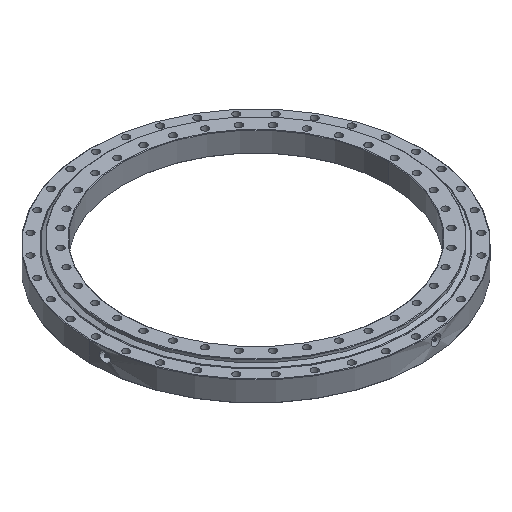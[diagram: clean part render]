
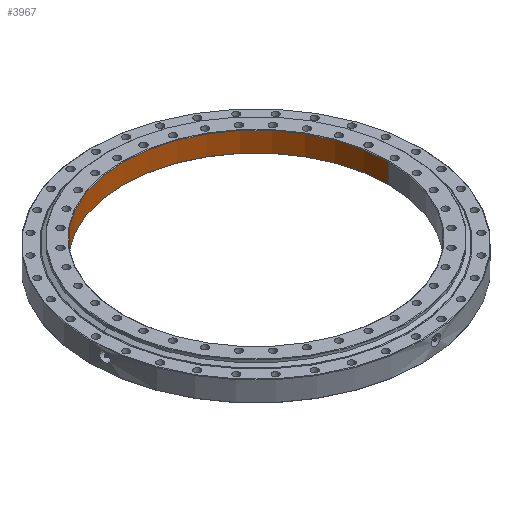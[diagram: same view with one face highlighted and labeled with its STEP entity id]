
A CAD part, isometric view. The second image highlights one B-rep face of the part: STEP entity #3967.
In plain terms, the highlighted cylindrical face has radius 286 mm (diameter 572 mm), a partial arc.
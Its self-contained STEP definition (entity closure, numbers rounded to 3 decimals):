
#368 = VECTOR ( 'NONE', #432, 1000. ) ;
#397 = CARTESIAN_POINT ( 'NONE',  ( 286., 0., 27. ) ) ;
#432 = DIRECTION ( 'NONE',  ( 0., 0., 1. ) ) ;
#546 = DIRECTION ( 'NONE',  ( 0., 0., 1. ) ) ;
#825 = DIRECTION ( 'NONE',  ( 0., 0., 1. ) ) ;
#920 = LINE ( 'NONE', #6688, #368 ) ;
#1167 = VERTEX_POINT ( 'NONE', #7989 ) ;
#1277 = EDGE_CURVE ( 'NONE', #1167, #10737, #920, .T. ) ;
#1482 = AXIS2_PLACEMENT_3D ( 'NONE', #3370, #546, #2435 ) ;
#1555 = EDGE_CURVE ( 'NONE', #1167, #8877, #7890, .T. ) ;
#2019 = ORIENTED_EDGE ( 'NONE', *, *, #1555, .T. ) ;
#2435 = DIRECTION ( 'NONE',  ( 1., 0., 0. ) ) ;
#2927 = FACE_OUTER_BOUND ( 'NONE', #4376, .T. ) ;
#3000 = CIRCLE ( 'NONE', #5323, 286. ) ;
#3202 = CARTESIAN_POINT ( 'NONE',  ( 286., 0., 0. ) ) ;
#3370 = CARTESIAN_POINT ( 'NONE',  ( 0., 0., 0. ) ) ;
#3480 = DIRECTION ( 'NONE',  ( 1., 0., 0. ) ) ;
#3803 = ORIENTED_EDGE ( 'NONE', *, *, #8729, .T. ) ;
#3937 = VECTOR ( 'NONE', #6773, 1000. ) ;
#3967 = ADVANCED_FACE ( 'NONE', ( #2927 ), #6785, .F. ) ;
#4376 = EDGE_LOOP ( 'NONE', ( #5722, #2019, #3803, #11189 ) ) ;
#5323 = AXIS2_PLACEMENT_3D ( 'NONE', #6173, #825, #7073 ) ;
#5722 = ORIENTED_EDGE ( 'NONE', *, *, #1277, .F. ) ;
#6088 = CARTESIAN_POINT ( 'NONE',  ( 286., 0., -15.5 ) ) ;
#6173 = CARTESIAN_POINT ( 'NONE',  ( 0., 0., 27. ) ) ;
#6178 = CARTESIAN_POINT ( 'NONE',  ( 0., 0., -15.5 ) ) ;
#6237 = AXIS2_PLACEMENT_3D ( 'NONE', #6178, #10595, #3480 ) ;
#6497 = VERTEX_POINT ( 'NONE', #397 ) ;
#6644 = CARTESIAN_POINT ( 'NONE',  ( -286., 0., 27. ) ) ;
#6688 = CARTESIAN_POINT ( 'NONE',  ( -286., 0., 0. ) ) ;
#6773 = DIRECTION ( 'NONE',  ( 0., 0., 1. ) ) ;
#6785 = CYLINDRICAL_SURFACE ( 'NONE', #1482, 286. ) ;
#7073 = DIRECTION ( 'NONE',  ( -1., 0., 0. ) ) ;
#7890 = CIRCLE ( 'NONE', #6237, 286. ) ;
#7989 = CARTESIAN_POINT ( 'NONE',  ( -286., 0., -15.5 ) ) ;
#8397 = LINE ( 'NONE', #3202, #3937 ) ;
#8729 = EDGE_CURVE ( 'NONE', #8877, #6497, #8397, .T. ) ;
#8877 = VERTEX_POINT ( 'NONE', #6088 ) ;
#9994 = EDGE_CURVE ( 'NONE', #6497, #10737, #3000, .T. ) ;
#10595 = DIRECTION ( 'NONE',  ( 0., 0., -1. ) ) ;
#10737 = VERTEX_POINT ( 'NONE', #6644 ) ;
#11189 = ORIENTED_EDGE ( 'NONE', *, *, #9994, .T. ) ;
